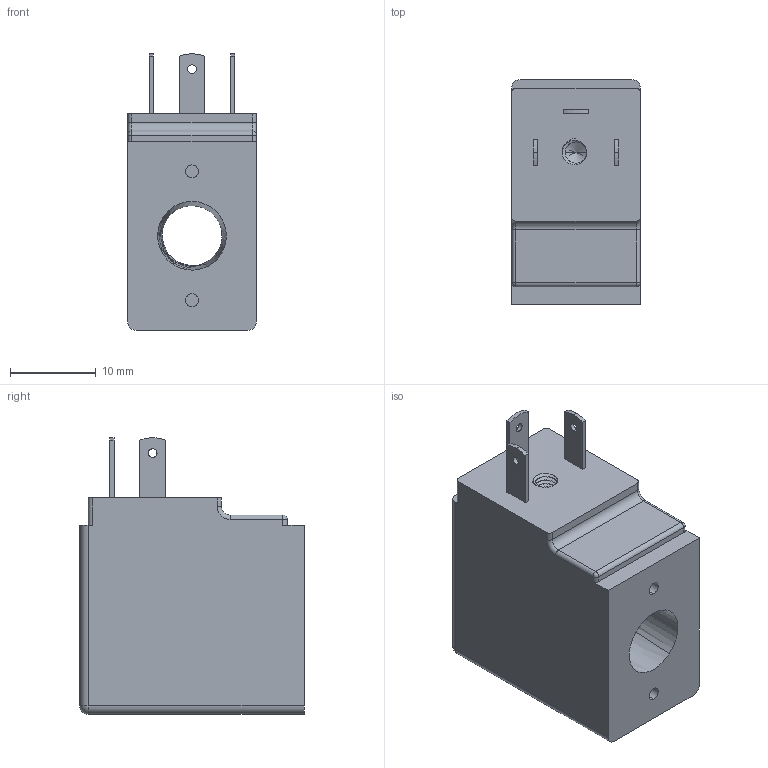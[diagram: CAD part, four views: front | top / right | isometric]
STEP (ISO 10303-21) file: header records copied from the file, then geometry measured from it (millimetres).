
FILE_DESCRIPTION (( 'STEP AP214' ), '1' );
FILE_NAME ('SC1-D4.STEP', '2015-09-15T06:58:32', ( '' ), ( '' ), 'SwSTEP 2.0', 'SolidWorks 2015', '' );
FILE_SCHEMA (( 'AUTOMOTIVE_DESIGN' ));
Length unit declared in the file: millimetre
Products named in the file (1): SC1-D4
Bounding box: 15 x 26.15 x 32.2 mm (x, y, z)
Volume: 8329.3 mm3; surface area: 3533.4 mm2
Topology: 1 solids, 1 shells, 94 faces, 247 edges, 155 vertices
Faces by surface type: cylinder 54, plane 28, bspline 4, sphere 4, cone 2, torus 2
Entity records: 4061 total; most frequent: CARTESIAN_POINT 1622, ORIENTED_EDGE 482, DIRECTION 442, EDGE_CURVE 241, AXIS2_PLACEMENT_3D 163, VERTEX_POINT 155, LINE 116, VECTOR 116
